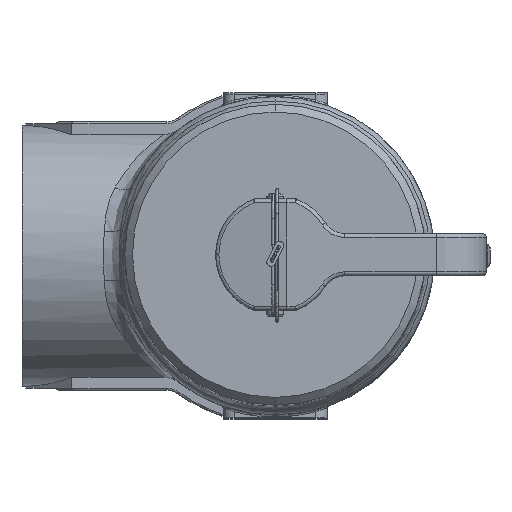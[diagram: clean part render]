
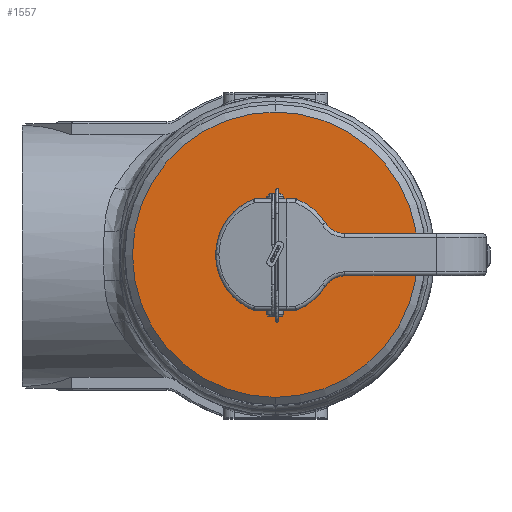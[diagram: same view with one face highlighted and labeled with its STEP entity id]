
A CAD part, top view. The second image highlights one B-rep face of the part: STEP entity #1557.
In plain terms, the highlighted planar face has unit normal (0, 0, 1).
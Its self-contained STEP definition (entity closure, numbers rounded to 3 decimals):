
#662=CARTESIAN_POINT('',(-0.,8.05,193.5));
#663=VERTEX_POINT('',#662);
#670=CARTESIAN_POINT('',(-0.,-8.05,193.5));
#671=VERTEX_POINT('',#670);
#672=CARTESIAN_POINT('',(-0.,0.,193.5));
#673=DIRECTION('',(0.,-0.,-1.));
#674=DIRECTION('',(0.,-1.,0.));
#675=AXIS2_PLACEMENT_3D('',#672,#673,#674);
#676=CIRCLE('',#675,8.05);
#677=EDGE_CURVE('NONE',#671,#663,#676,.T.);
#693=CARTESIAN_POINT('',(-0.,37.2,193.5));
#694=VERTEX_POINT('',#693);
#695=CARTESIAN_POINT('',(-0.,-37.2,193.5));
#696=VERTEX_POINT('',#695);
#697=CARTESIAN_POINT('',(-0.,0.,193.5));
#698=DIRECTION('',(0.,-0.,-1.));
#699=DIRECTION('',(-0.,1.,-0.));
#700=AXIS2_PLACEMENT_3D('',#697,#698,#699);
#701=CIRCLE('',#700,37.2);
#702=EDGE_CURVE('NONE',#694,#696,#701,.T.);
#1526=CARTESIAN_POINT('',(-0.,0.,193.5));
#1527=DIRECTION('',(0.,-0.,-1.));
#1528=DIRECTION('',(-0.,1.,-0.));
#1529=AXIS2_PLACEMENT_3D('',#1526,#1527,#1528);
#1530=CIRCLE('',#1529,37.2);
#1531=EDGE_CURVE('NONE',#696,#694,#1530,.T.);
#1538=CARTESIAN_POINT('',(-37.2,0.,193.5));
#1539=DIRECTION('',(0.,-0.,-1.));
#1540=DIRECTION('',(-0.,1.,-0.));
#1541=AXIS2_PLACEMENT_3D('',#1538,#1539,#1540);
#1542=PLANE('',#1541);
#1543=ORIENTED_EDGE('',*,*,#702,.F.);
#1544=ORIENTED_EDGE('',*,*,#1531,.F.);
#1545=EDGE_LOOP('',(#1543,#1544));
#1546=FACE_BOUND('',#1545,.T.);
#1547=ORIENTED_EDGE('',*,*,#677,.T.);
#1548=CARTESIAN_POINT('',(-0.,0.,193.5));
#1549=DIRECTION('',(0.,-0.,-1.));
#1550=DIRECTION('',(0.,-1.,0.));
#1551=AXIS2_PLACEMENT_3D('',#1548,#1549,#1550);
#1552=CIRCLE('',#1551,8.05);
#1553=EDGE_CURVE('NONE',#663,#671,#1552,.T.);
#1554=ORIENTED_EDGE('',*,*,#1553,.T.);
#1555=EDGE_LOOP('',(#1547,#1554));
#1556=FACE_BOUND('',#1555,.T.);
#1557=ADVANCED_FACE('NONE',(#1546,#1556),#1542,.F.);
